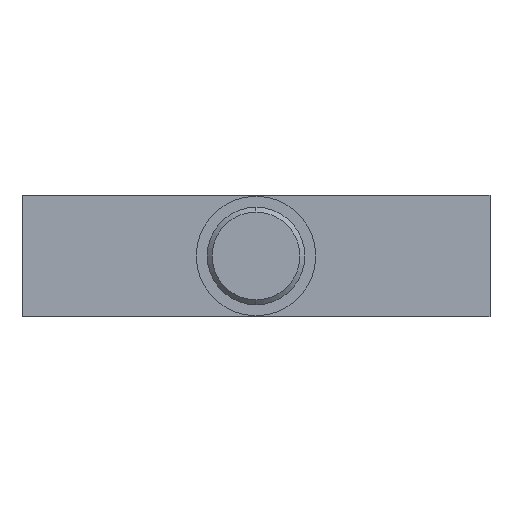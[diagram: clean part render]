
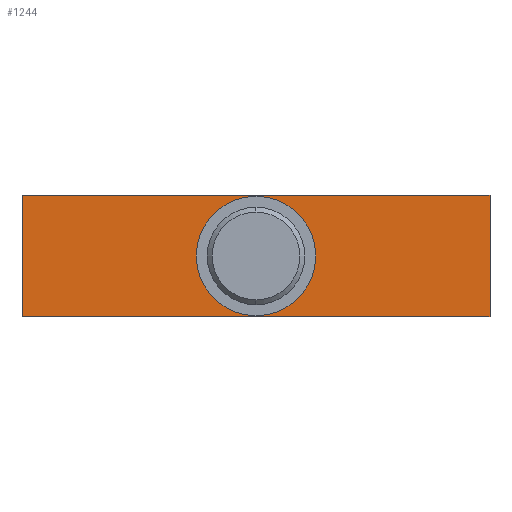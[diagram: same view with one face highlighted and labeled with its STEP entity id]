
A CAD part, left-side view. The second image highlights one B-rep face of the part: STEP entity #1244.
In plain terms, the highlighted planar face has unit normal (-1, 0, 0).
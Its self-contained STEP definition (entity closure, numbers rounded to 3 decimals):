
#91 = AXIS2_PLACEMENT_3D ( 'NONE', #1060, #1019, #1017 ) ;
#111 = AXIS2_PLACEMENT_3D ( 'NONE', #1189, #1186, #1185 ) ;
#130 = AXIS2_PLACEMENT_3D ( 'NONE', #1557, #1556, #1555 ) ;
#143 = EDGE_CURVE ( 'NONE', #1630, #1593, #1727, .T. ) ;
#144 = EDGE_CURVE ( 'NONE', #1585, #1587, #1740, .T. ) ;
#145 = EDGE_CURVE ( 'NONE', #1588, #1585, #1724, .T. ) ;
#148 = EDGE_CURVE ( 'NONE', #1399, #1587, #1742, .T. ) ;
#187 = EDGE_CURVE ( 'NONE', #1588, #1399, #1818, .T. ) ;
#252 = EDGE_CURVE ( 'NONE', #1593, #1630, #2080, .T. ) ;
#711 = DIRECTION ( 'NONE',  ( 0., 0., -1. ) ) ;
#730 = CARTESIAN_POINT ( 'NONE',  ( -51., 48., 12.5 ) ) ;
#845 = CARTESIAN_POINT ( 'NONE',  ( -51., 0., -12.25 ) ) ;
#885 = CARTESIAN_POINT ( 'NONE',  ( -51., 0., 12.25 ) ) ;
#889 = CARTESIAN_POINT ( 'NONE',  ( -51., 48., 12.5 ) ) ;
#890 = CARTESIAN_POINT ( 'NONE',  ( -51., -48., -12.5 ) ) ;
#894 = CARTESIAN_POINT ( 'NONE',  ( -51., -48., 12.5 ) ) ;
#920 = CARTESIAN_POINT ( 'NONE',  ( -51., 48., -12.5 ) ) ;
#1017 = DIRECTION ( 'NONE',  ( 0., 1., 0. ) ) ;
#1019 = DIRECTION ( 'NONE',  ( -1., 0., 0. ) ) ;
#1060 = CARTESIAN_POINT ( 'NONE',  ( -51., 0., 0. ) ) ;
#1185 = DIRECTION ( 'NONE',  ( 0., 1., 0. ) ) ;
#1186 = DIRECTION ( 'NONE',  ( 1., 0., 0. ) ) ;
#1188 = PLANE ( 'NONE',  #111 ) ;
#1189 = CARTESIAN_POINT ( 'NONE',  ( -51., 48., 12.5 ) ) ;
#1244 = ADVANCED_FACE ( 'NONE', ( #2109, #2112 ), #1188, .F. ) ;
#1399 = VERTEX_POINT ( 'NONE', #920 ) ;
#1543 = DIRECTION ( 'NONE',  ( 0., -1., 0. ) ) ;
#1550 = CARTESIAN_POINT ( 'NONE',  ( -51., 48., -12.5 ) ) ;
#1551 = DIRECTION ( 'NONE',  ( 0., -1., 0. ) ) ;
#1553 = DIRECTION ( 'NONE',  ( 0., 0., -1. ) ) ;
#1554 = CARTESIAN_POINT ( 'NONE',  ( -51., 48., 12.5 ) ) ;
#1555 = DIRECTION ( 'NONE',  ( 0., 1., 0. ) ) ;
#1556 = DIRECTION ( 'NONE',  ( -1., 0., 0. ) ) ;
#1557 = CARTESIAN_POINT ( 'NONE',  ( -51., 0., 0. ) ) ;
#1559 = CARTESIAN_POINT ( 'NONE',  ( -51., -48., 12.5 ) ) ;
#1585 = VERTEX_POINT ( 'NONE', #894 ) ;
#1587 = VERTEX_POINT ( 'NONE', #890 ) ;
#1588 = VERTEX_POINT ( 'NONE', #889 ) ;
#1593 = VERTEX_POINT ( 'NONE', #885 ) ;
#1630 = VERTEX_POINT ( 'NONE', #845 ) ;
#1724 = LINE ( 'NONE', #1554, #1802 ) ;
#1727 = CIRCLE ( 'NONE', #130, 12.25 ) ;
#1740 = LINE ( 'NONE', #1559, #1851 ) ;
#1742 = LINE ( 'NONE', #1550, #1744 ) ;
#1744 = VECTOR ( 'NONE', #1543, 1000. ) ;
#1799 = EDGE_LOOP ( 'NONE', ( #1977, #2004 ) ) ;
#1802 = VECTOR ( 'NONE', #1551, 1000. ) ;
#1818 = LINE ( 'NONE', #730, #1834 ) ;
#1834 = VECTOR ( 'NONE', #711, 1000. ) ;
#1851 = VECTOR ( 'NONE', #1553, 1000. ) ;
#1900 = ORIENTED_EDGE ( 'NONE', *, *, #148, .T. ) ;
#1956 = EDGE_LOOP ( 'NONE', ( #1900, #1983, #2013, #1978 ) ) ;
#1977 = ORIENTED_EDGE ( 'NONE', *, *, #143, .F. ) ;
#1978 = ORIENTED_EDGE ( 'NONE', *, *, #187, .T. ) ;
#1983 = ORIENTED_EDGE ( 'NONE', *, *, #144, .F. ) ;
#2004 = ORIENTED_EDGE ( 'NONE', *, *, #252, .F. ) ;
#2013 = ORIENTED_EDGE ( 'NONE', *, *, #145, .F. ) ;
#2080 = CIRCLE ( 'NONE', #91, 12.25 ) ;
#2109 = FACE_OUTER_BOUND ( 'NONE', #1956, .T. ) ;
#2112 = FACE_BOUND ( 'NONE', #1799, .T. ) ;
